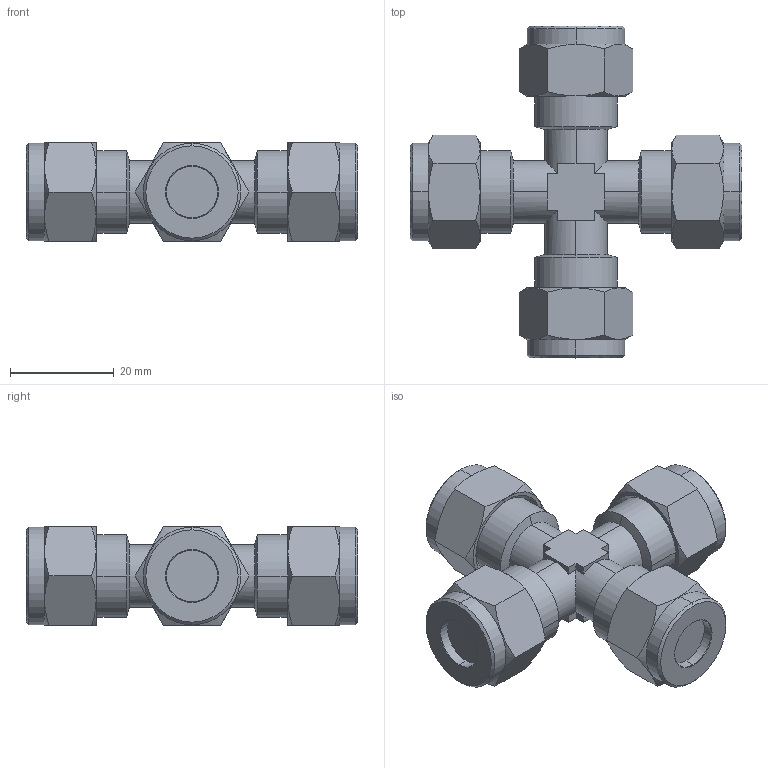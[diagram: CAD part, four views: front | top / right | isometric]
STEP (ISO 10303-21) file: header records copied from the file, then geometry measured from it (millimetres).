
FILE_DESCRIPTION (( 'STEP AP214' ), '1' );
FILE_NAME ('1051000004.step', '2013-02-25T17:18:00', ( '' ), ( '' ), 'SwSTEP 2.0', 'SolidWorks 2012', '' );
FILE_SCHEMA (( 'AUTOMOTIVE_DESIGN' ));
Length unit declared in the file: millimetre
Products named in the file (1): 1051000004
Bounding box: 64 x 64 x 19 mm (x, y, z)
Volume: 25002.7 mm3; surface area: 8385.5 mm2
Topology: 1 solids, 1 shells, 162 faces, 388 edges, 236 vertices
Faces by surface type: cone 68, plane 62, cylinder 32
Entity records: 6864 total; most frequent: CARTESIAN_POINT 1359, ORIENTED_EDGE 776, DIRECTION 770, EDGE_CURVE 388, AXIS2_PLACEMENT_3D 303, VERTEX_POINT 236, EDGE_LOOP 170, UNCERTAINTY_MEASURE_WITH_UNIT 165
